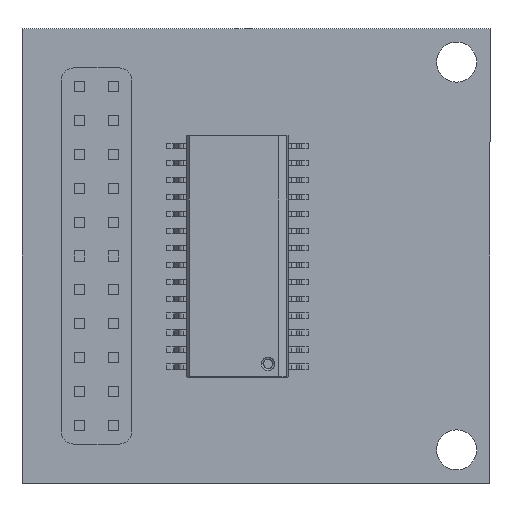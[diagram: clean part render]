
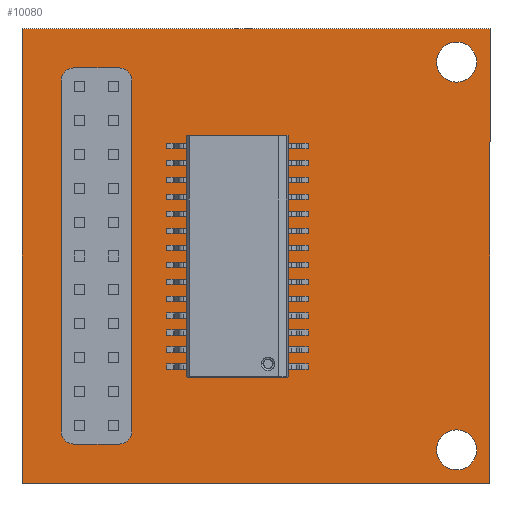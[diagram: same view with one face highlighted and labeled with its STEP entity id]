
A CAD part, front view. The second image highlights one B-rep face of the part: STEP entity #10080.
In plain terms, the highlighted planar face has unit normal (0, -1, 0).
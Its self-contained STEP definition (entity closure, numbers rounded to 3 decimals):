
#132 = DIRECTION ( 'NONE',  ( 0., 1., 0. ) ) ;
#355 = CARTESIAN_POINT ( 'NONE',  ( -16.308, 0., -5.575 ) ) ;
#360 = ORIENTED_EDGE ( 'NONE', *, *, #13922, .T. ) ;
#436 = VERTEX_POINT ( 'NONE', #2024 ) ;
#468 = EDGE_CURVE ( 'NONE', #2049, #4709, #7421, .T. ) ;
#588 = DIRECTION ( 'NONE',  ( -1., 0., 0. ) ) ;
#762 = CARTESIAN_POINT ( 'NONE',  ( 15.767, 0., -8.5 ) ) ;
#792 = DIRECTION ( 'NONE',  ( 1., 0., 0. ) ) ;
#836 = DIRECTION ( 'NONE',  ( 0., 0., 1. ) ) ;
#1149 = DIRECTION ( 'NONE',  ( 0., 0., 1. ) ) ;
#1508 = DIRECTION ( 'NONE',  ( 0., 0., 1. ) ) ;
#1581 = ORIENTED_EDGE ( 'NONE', *, *, #6098, .F. ) ;
#1630 = EDGE_CURVE ( 'NONE', #8144, #436, #12587, .T. ) ;
#1661 = EDGE_LOOP ( 'NONE', ( #360, #12848 ) ) ;
#1730 = LINE ( 'NONE', #9962, #3056 ) ;
#1815 = ORIENTED_EDGE ( 'NONE', *, *, #9986, .F. ) ;
#1900 = ORIENTED_EDGE ( 'NONE', *, *, #10253, .F. ) ;
#1981 = VECTOR ( 'NONE', #11457, 1000. ) ;
#2023 = CARTESIAN_POINT ( 'NONE',  ( 0., 0., 0. ) ) ;
#2024 = CARTESIAN_POINT ( 'NONE',  ( 13.267, 0., 21.5 ) ) ;
#2049 = VERTEX_POINT ( 'NONE', #10263 ) ;
#2110 = AXIS2_PLACEMENT_3D ( 'NONE', #15169, #4004, #6306 ) ;
#2195 = EDGE_LOOP ( 'NONE', ( #13773, #5170 ) ) ;
#2238 = EDGE_LOOP ( 'NONE', ( #5891, #4033, #1581, #12478 ) ) ;
#2240 = CARTESIAN_POINT ( 'NONE',  ( -16.308, 0., -4.575 ) ) ;
#2622 = EDGE_CURVE ( 'NONE', #4796, #15441, #8965, .T. ) ;
#2860 = AXIS2_PLACEMENT_3D ( 'NONE', #9632, #132, #10881 ) ;
#2922 = AXIS2_PLACEMENT_3D ( 'NONE', #6981, #11794, #1149 ) ;
#3056 = VECTOR ( 'NONE', #5423, 1000. ) ;
#3086 = EDGE_CURVE ( 'NONE', #2049, #6972, #1730, .T. ) ;
#3150 = DIRECTION ( 'NONE',  ( 0., 0., 1. ) ) ;
#3266 = FACE_OUTER_BOUND ( 'NONE', #2238, .T. ) ;
#3819 = ORIENTED_EDGE ( 'NONE', *, *, #2622, .F. ) ;
#3897 = VERTEX_POINT ( 'NONE', #5742 ) ;
#3956 = EDGE_CURVE ( 'NONE', #4279, #14270, #13194, .T. ) ;
#4004 = DIRECTION ( 'NONE',  ( 0., 1., 0. ) ) ;
#4033 = ORIENTED_EDGE ( 'NONE', *, *, #11504, .F. ) ;
#4080 = VERTEX_POINT ( 'NONE', #762 ) ;
#4232 = CARTESIAN_POINT ( 'NONE',  ( -16.308, 0., 21.575 ) ) ;
#4279 = VERTEX_POINT ( 'NONE', #14758 ) ;
#4330 = CARTESIAN_POINT ( 'NONE',  ( 15.767, 0., -8.5 ) ) ;
#4397 = AXIS2_PLACEMENT_3D ( 'NONE', #6790, #14889, #3150 ) ;
#4690 = DIRECTION ( 'NONE',  ( 0., 1., 0. ) ) ;
#4709 = VERTEX_POINT ( 'NONE', #9863 ) ;
#4720 = CARTESIAN_POINT ( 'NONE',  ( 13.267, 0., -6. ) ) ;
#4796 = VERTEX_POINT ( 'NONE', #4232 ) ;
#5170 = ORIENTED_EDGE ( 'NONE', *, *, #3956, .T. ) ;
#5365 = CARTESIAN_POINT ( 'NONE',  ( -19.233, 0., 25.5 ) ) ;
#5423 = DIRECTION ( 'NONE',  ( 0., 0., 1. ) ) ;
#5426 = VERTEX_POINT ( 'NONE', #11642 ) ;
#5477 = DIRECTION ( 'NONE',  ( 1., 0., 0. ) ) ;
#5509 = DIRECTION ( 'NONE',  ( 0., 0., 1. ) ) ;
#5580 = CIRCLE ( 'NONE', #10638, 1.5 ) ;
#5651 = VECTOR ( 'NONE', #6444, 1000. ) ;
#5742 = CARTESIAN_POINT ( 'NONE',  ( -19.233, 0., -8.5 ) ) ;
#5891 = ORIENTED_EDGE ( 'NONE', *, *, #7650, .F. ) ;
#5991 = DIRECTION ( 'NONE',  ( 0., 0., 1. ) ) ;
#6076 = DIRECTION ( 'NONE',  ( 0., 1., 0. ) ) ;
#6098 = EDGE_CURVE ( 'NONE', #7257, #4080, #13862, .T. ) ;
#6175 = VERTEX_POINT ( 'NONE', #11748 ) ;
#6306 = DIRECTION ( 'NONE',  ( 0., 0., 1. ) ) ;
#6444 = DIRECTION ( 'NONE',  ( -1., 0., 0. ) ) ;
#6790 = CARTESIAN_POINT ( 'NONE',  ( -15.308, 0., -4.575 ) ) ;
#6939 = CARTESIAN_POINT ( 'NONE',  ( -12.018, 0., 21.575 ) ) ;
#6972 = VERTEX_POINT ( 'NONE', #10201 ) ;
#6981 = CARTESIAN_POINT ( 'NONE',  ( -15.308, 0., 21.575 ) ) ;
#7076 = FACE_BOUND ( 'NONE', #2195, .T. ) ;
#7114 = DIRECTION ( 'NONE',  ( 0., 1., 0. ) ) ;
#7257 = VERTEX_POINT ( 'NONE', #14787 ) ;
#7378 = VERTEX_POINT ( 'NONE', #14985 ) ;
#7421 = CIRCLE ( 'NONE', #2110, 1. ) ;
#7445 = CIRCLE ( 'NONE', #4397, 1. ) ;
#7650 = EDGE_CURVE ( 'NONE', #3897, #10871, #7679, .T. ) ;
#7679 = LINE ( 'NONE', #12535, #14525 ) ;
#7720 = LINE ( 'NONE', #15167, #8498 ) ;
#8062 = EDGE_CURVE ( 'NONE', #4796, #5426, #13745, .T. ) ;
#8144 = VERTEX_POINT ( 'NONE', #10610 ) ;
#8189 = FACE_BOUND ( 'NONE', #1661, .T. ) ;
#8313 = EDGE_LOOP ( 'NONE', ( #3819, #13740, #1900, #13406, #10409, #12462, #1815, #13757 ) ) ;
#8331 = CIRCLE ( 'NONE', #11842, 1.5 ) ;
#8498 = VECTOR ( 'NONE', #588, 1000. ) ;
#8767 = CARTESIAN_POINT ( 'NONE',  ( 13.267, 0., 23. ) ) ;
#8965 = LINE ( 'NONE', #10383, #9400 ) ;
#9388 = EDGE_CURVE ( 'NONE', #6175, #15441, #7445, .T. ) ;
#9400 = VECTOR ( 'NONE', #13734, 1000. ) ;
#9459 = AXIS2_PLACEMENT_3D ( 'NONE', #6939, #7114, #11917 ) ;
#9466 = EDGE_CURVE ( 'NONE', #10871, #7257, #11381, .T. ) ;
#9525 = DIRECTION ( 'NONE',  ( 0., 0., 1. ) ) ;
#9608 = EDGE_CURVE ( 'NONE', #7378, #6972, #11710, .T. ) ;
#9632 = CARTESIAN_POINT ( 'NONE',  ( 13.267, 0., -6. ) ) ;
#9720 = CARTESIAN_POINT ( 'NONE',  ( -19.233, 0., 25.5 ) ) ;
#9863 = CARTESIAN_POINT ( 'NONE',  ( -12.018, 0., -5.575 ) ) ;
#9962 = CARTESIAN_POINT ( 'NONE',  ( -11.018, 0., 22.575 ) ) ;
#9986 = EDGE_CURVE ( 'NONE', #6175, #4709, #15006, .T. ) ;
#10080 = ADVANCED_FACE ( 'NONE', ( #8189, #7076, #3266, #15316 ), #11873, .F. ) ;
#10201 = CARTESIAN_POINT ( 'NONE',  ( -11.018, 0., 21.575 ) ) ;
#10253 = EDGE_CURVE ( 'NONE', #7378, #5426, #12966, .T. ) ;
#10263 = CARTESIAN_POINT ( 'NONE',  ( -11.018, 0., -4.575 ) ) ;
#10383 = CARTESIAN_POINT ( 'NONE',  ( -16.308, 0., 22.575 ) ) ;
#10409 = ORIENTED_EDGE ( 'NONE', *, *, #3086, .F. ) ;
#10443 = VECTOR ( 'NONE', #5477, 1000. ) ;
#10610 = CARTESIAN_POINT ( 'NONE',  ( 13.267, 0., 24.5 ) ) ;
#10616 = DIRECTION ( 'NONE',  ( 0., 1., 0. ) ) ;
#10638 = AXIS2_PLACEMENT_3D ( 'NONE', #8767, #6076, #1508 ) ;
#10836 = AXIS2_PLACEMENT_3D ( 'NONE', #11958, #4690, #9525 ) ;
#10871 = VERTEX_POINT ( 'NONE', #9720 ) ;
#10881 = DIRECTION ( 'NONE',  ( 0., 0., 1. ) ) ;
#11381 = LINE ( 'NONE', #5365, #15214 ) ;
#11457 = DIRECTION ( 'NONE',  ( 0., 0., -1. ) ) ;
#11504 = EDGE_CURVE ( 'NONE', #4080, #3897, #7720, .T. ) ;
#11642 = CARTESIAN_POINT ( 'NONE',  ( -15.308, 0., 22.575 ) ) ;
#11710 = CIRCLE ( 'NONE', #9459, 1. ) ;
#11748 = CARTESIAN_POINT ( 'NONE',  ( -15.308, 0., -5.575 ) ) ;
#11750 = DIRECTION ( 'NONE',  ( 0., 1., 0. ) ) ;
#11794 = DIRECTION ( 'NONE',  ( 0., 1., 0. ) ) ;
#11842 = AXIS2_PLACEMENT_3D ( 'NONE', #4720, #11750, #5991 ) ;
#11873 = PLANE ( 'NONE',  #13942 ) ;
#11917 = DIRECTION ( 'NONE',  ( 0., 0., 1. ) ) ;
#11958 = CARTESIAN_POINT ( 'NONE',  ( 13.267, 0., 23. ) ) ;
#12462 = ORIENTED_EDGE ( 'NONE', *, *, #468, .T. ) ;
#12478 = ORIENTED_EDGE ( 'NONE', *, *, #9466, .F. ) ;
#12535 = CARTESIAN_POINT ( 'NONE',  ( -19.233, 0., -8.5 ) ) ;
#12587 = CIRCLE ( 'NONE', #10836, 1.5 ) ;
#12848 = ORIENTED_EDGE ( 'NONE', *, *, #1630, .T. ) ;
#12947 = EDGE_CURVE ( 'NONE', #14270, #4279, #8331, .T. ) ;
#12966 = LINE ( 'NONE', #14213, #5651 ) ;
#13194 = CIRCLE ( 'NONE', #2860, 1.5 ) ;
#13406 = ORIENTED_EDGE ( 'NONE', *, *, #9608, .T. ) ;
#13734 = DIRECTION ( 'NONE',  ( 0., 0., -1. ) ) ;
#13740 = ORIENTED_EDGE ( 'NONE', *, *, #8062, .T. ) ;
#13745 = CIRCLE ( 'NONE', #2922, 1. ) ;
#13757 = ORIENTED_EDGE ( 'NONE', *, *, #9388, .T. ) ;
#13773 = ORIENTED_EDGE ( 'NONE', *, *, #12947, .T. ) ;
#13862 = LINE ( 'NONE', #4330, #1981 ) ;
#13922 = EDGE_CURVE ( 'NONE', #436, #8144, #5580, .T. ) ;
#13942 = AXIS2_PLACEMENT_3D ( 'NONE', #2023, #10616, #836 ) ;
#14213 = CARTESIAN_POINT ( 'NONE',  ( -16.308, 0., 22.575 ) ) ;
#14270 = VERTEX_POINT ( 'NONE', #15014 ) ;
#14525 = VECTOR ( 'NONE', #5509, 1000. ) ;
#14758 = CARTESIAN_POINT ( 'NONE',  ( 13.267, 0., -4.5 ) ) ;
#14787 = CARTESIAN_POINT ( 'NONE',  ( 15.767, 0., 25.5 ) ) ;
#14889 = DIRECTION ( 'NONE',  ( 0., 1., 0. ) ) ;
#14985 = CARTESIAN_POINT ( 'NONE',  ( -12.018, 0., 22.575 ) ) ;
#15006 = LINE ( 'NONE', #355, #10443 ) ;
#15014 = CARTESIAN_POINT ( 'NONE',  ( 13.267, 0., -7.5 ) ) ;
#15167 = CARTESIAN_POINT ( 'NONE',  ( -19.233, 0., -8.5 ) ) ;
#15169 = CARTESIAN_POINT ( 'NONE',  ( -12.018, 0., -4.575 ) ) ;
#15214 = VECTOR ( 'NONE', #792, 1000. ) ;
#15316 = FACE_BOUND ( 'NONE', #8313, .T. ) ;
#15441 = VERTEX_POINT ( 'NONE', #2240 ) ;
